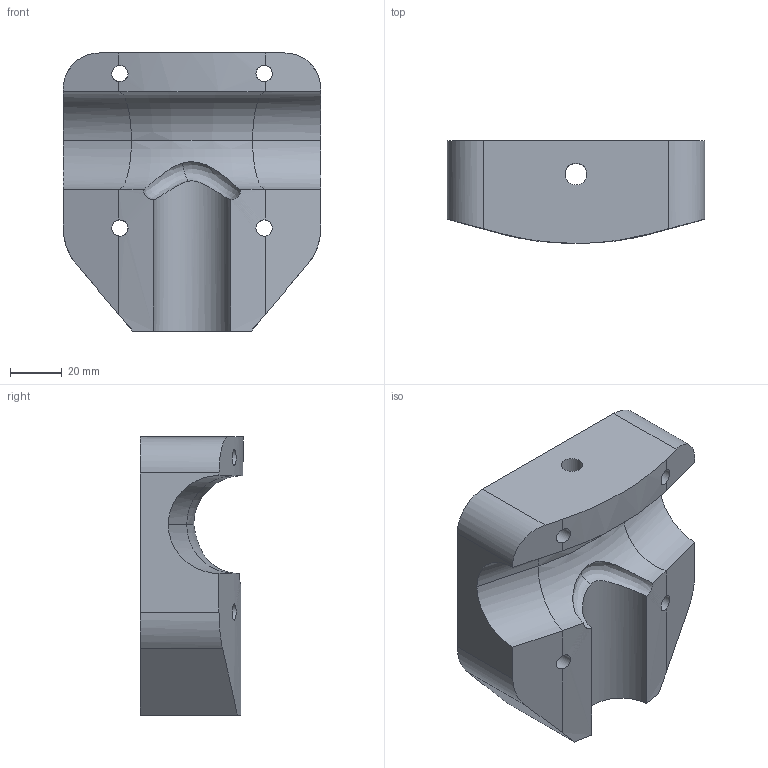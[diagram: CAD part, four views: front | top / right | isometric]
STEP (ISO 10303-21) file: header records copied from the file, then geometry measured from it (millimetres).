
FILE_DESCRIPTION(('FreeCAD Model'),'2;1');
FILE_NAME('Open CASCADE Shape Model','2025-05-18T01:47:13',(''),(''), 'Open CASCADE STEP processor 7.8','FreeCAD','Unknown');
FILE_SCHEMA(('AUTOMOTIVE_DESIGN { 1 0 10303 214 1 1 1 1 }'));
Length unit declared in the file: millimetre
Products named in the file (1): Front
Bounding box: 100 x 40 x 108 mm (x, y, z)
Volume: 271604.2 mm3; surface area: 39562.2 mm2
Topology: 1 solids, 1 shells, 72 faces, 205 edges, 135 vertices
Faces by surface type: plane 47, cylinder 14, bspline 9, torus 2
Full cylindrical faces by diameter (mm): 6.3 x4, 8.5 x1
Entity records: 6643 total; most frequent: CARTESIAN_POINT 4835, ORIENTED_EDGE 410, DIRECTION 307, EDGE_CURVE 205, VERTEX_POINT 135, LINE 123, VECTOR 123, AXIS2_PLACEMENT_3D 92
